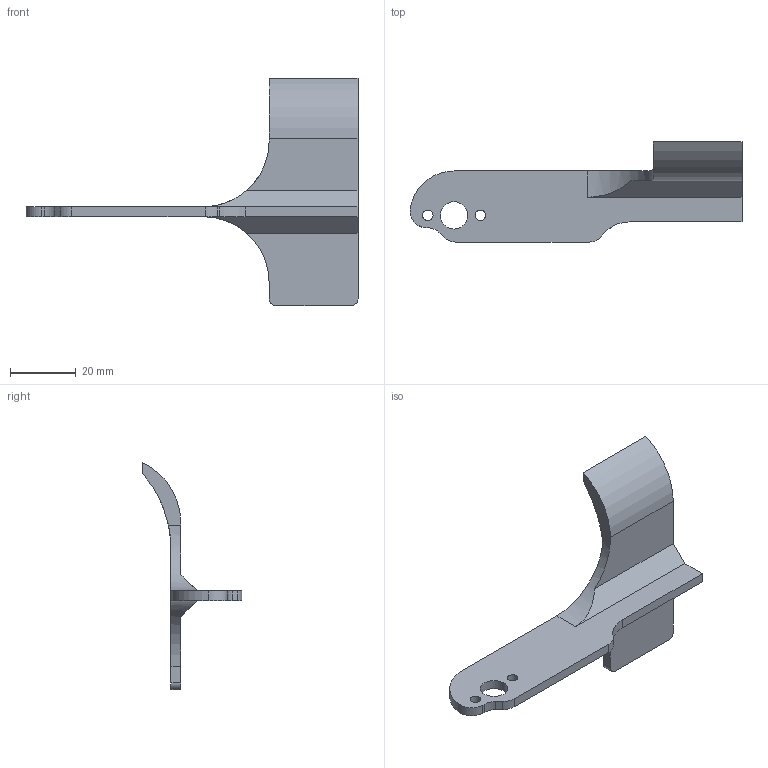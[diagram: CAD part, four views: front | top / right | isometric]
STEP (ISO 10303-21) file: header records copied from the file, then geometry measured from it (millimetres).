
FILE_DESCRIPTION(/* description */ (''),/* implementation_level */ '2;1');
FILE_NAME(/* name */ '',/* time_stamp */ '2025-12-20T18:56:48+03:00',/* author */ ('Phantom_HP2'),/* organization */ (''),/* preprocessor_version */ 'ST-DEVELOPER v20.1',/* originating_system */ 'Autodesk Inventor 2026',/* authorisation */ '');
FILE_SCHEMA (('AUTOMOTIVE_DESIGN { 1 0 10303 214 3 1 1 }'));
Length unit declared in the file: millimetre
Products named in the file (1): хуй 1
Bounding box: 100.91 x 30.36 x 69 mm (x, y, z)
Volume: 12976.9 mm3; surface area: 8591 mm2
Topology: 1 solids, 1 shells, 32 faces, 91 edges, 66 vertices
Faces by surface type: plane 17, cylinder 15
Full cylindrical faces by diameter (mm): 3.2 x2, 8.3 x1
Entity records: 1132 total; most frequent: CARTESIAN_POINT 194, DIRECTION 187, ORIENTED_EDGE 180, EDGE_CURVE 90, AXIS2_PLACEMENT_3D 65, VERTEX_POINT 60, LINE 57, VECTOR 57
